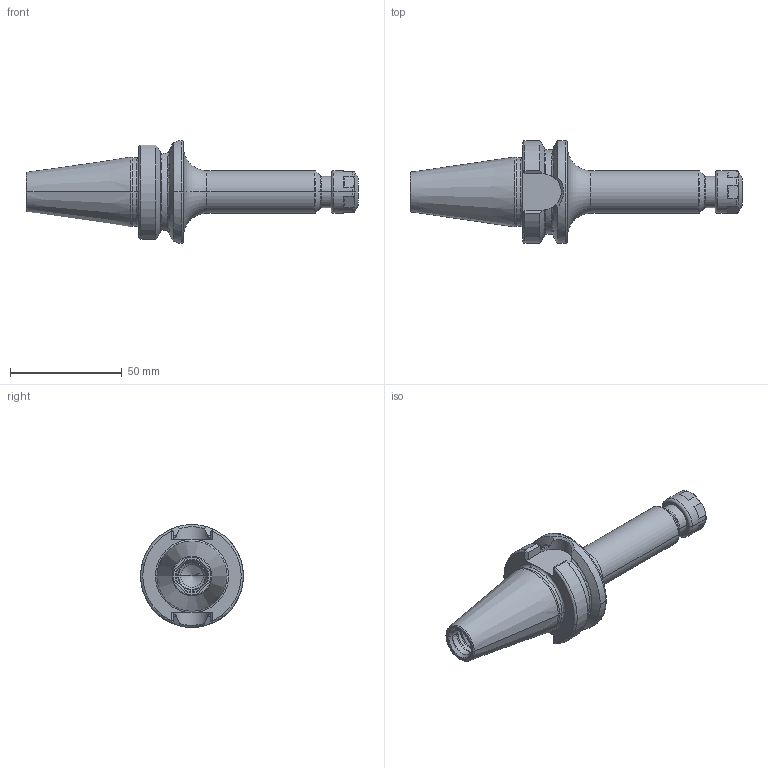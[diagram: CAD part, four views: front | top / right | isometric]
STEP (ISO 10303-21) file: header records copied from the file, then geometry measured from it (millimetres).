
FILE_DESCRIPTION((''),'2;1');
FILE_NAME('30-521-11_ASM','2011-08-22T',('mei'),(''),'PRO/ENGINEER BY PARAMETRIC TECHNOLOGY CORPORATION, 2010430','PRO/ENGINEER BY PARAMETRIC TECHNOLOGY CORPORATION, 2010430','');
FILE_SCHEMA(('CONFIG_CONTROL_DESIGN'));
Length unit declared in the file: millimetre
Products named in the file (3): 30-521-11; 83-912-11; 30-521-11_ASM
Assembly tree (2 placements, depth 2):
  30-521-11_ASM
    30-521-11
    83-912-11
Bounding box: 148.4 x 45.98 x 45.98 mm (x, y, z)
Volume: 72044.1 mm3; surface area: 17275.2 mm2
Topology: 2 solids, 3 shells, 124 faces, 296 edges, 177 vertices
Faces by surface type: plane 34, torus 30, cone 28, cylinder 26, bspline 6
Entity records: 4163 total; most frequent: CARTESIAN_POINT 1239, DIRECTION 628, ORIENTED_EDGE 580, EDGE_CURVE 292, AXIS2_PLACEMENT_3D 265, VERTEX_POINT 177, CIRCLE 140, EDGE_LOOP 129
